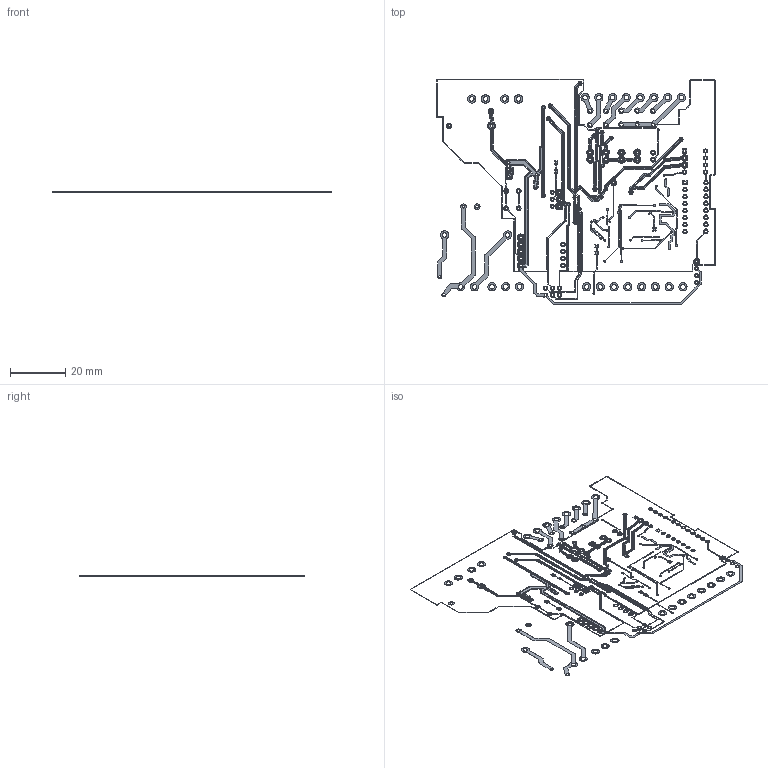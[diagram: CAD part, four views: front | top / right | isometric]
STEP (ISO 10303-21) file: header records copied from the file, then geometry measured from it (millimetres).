
FILE_DESCRIPTION(('None'),'2;1');
FILE_NAME('IC_SHELTER_PCB2_CopperBottom.step', '', (' '), ('Mentor Graphics'), '', 'Expedition PCB', ' ');
FILE_SCHEMA(('CONFIG_CONTROL_DESIGN'));
Length unit declared in the file: millimetre
Products named in the file (1): IC_SHELTER_PCB2_CopperBottom
Bounding box: 101.23 x 81.96 x 0.03 mm (x, y, z)
Volume: 41.1 mm3; surface area: 2606.9 mm2
Topology: 95 solids, 95 shells, 2667 faces, 7431 edges, 4954 vertices
Faces by surface type: cylinder 1521, plane 1146
Entity records: 80115 total; most frequent: DIRECTION 15809, ORIENTED_EDGE 14862, CARTESIAN_POINT 7997, EDGE_CURVE 7431, AXIS2_PLACEMENT_3D 5710, VERTEX_POINT 4954, LINE 4389, VECTOR 4389
